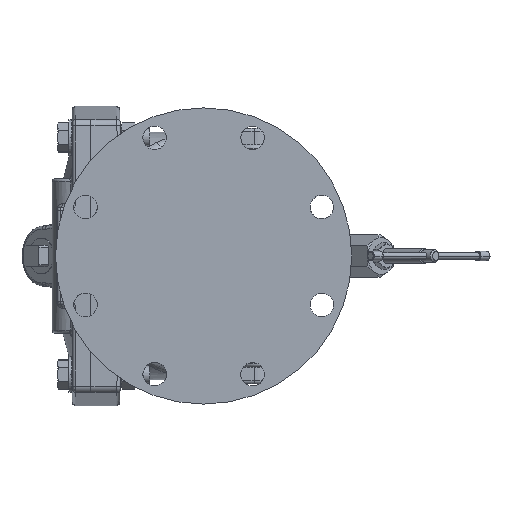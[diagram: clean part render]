
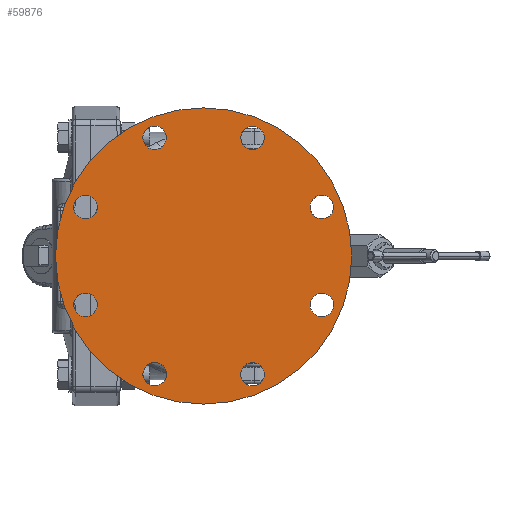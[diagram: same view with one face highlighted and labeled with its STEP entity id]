
A CAD part, left-side view. The second image highlights one B-rep face of the part: STEP entity #59876.
In plain terms, the highlighted planar face has unit normal (-1, 0, 0).
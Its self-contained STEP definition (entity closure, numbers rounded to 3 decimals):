
#25506=CARTESIAN_POINT('',(-7.,0.,0.));
#25507=DIRECTION('',(1.,0.,0.));
#25508=DIRECTION('',(0.,-1.,0.));
#25509=AXIS2_PLACEMENT_3D('',#25506,#25507,#25508);
#25524=CARTESIAN_POINT('',(-7.,1.818,4.388));
#25525=DIRECTION('',(1.,0.,0.));
#25526=DIRECTION('',(0.,0.,-1.));
#25527=AXIS2_PLACEMENT_3D('',#25524,#25525,#25526);
#25529=CARTESIAN_POINT('',(-7.,1.818,4.388));
#25530=DIRECTION('',(1.,0.,0.));
#25531=DIRECTION('',(0.,0.,1.));
#25532=AXIS2_PLACEMENT_3D('',#25529,#25530,#25531);
#25534=CARTESIAN_POINT('',(-7.,4.388,1.818));
#25535=DIRECTION('',(1.,0.,0.));
#25536=DIRECTION('',(0.,-0.707,-0.707));
#25537=AXIS2_PLACEMENT_3D('',#25534,#25535,#25536);
#25539=CARTESIAN_POINT('',(-7.,4.388,1.818));
#25540=DIRECTION('',(1.,0.,0.));
#25541=DIRECTION('',(0.,0.707,0.707));
#25542=AXIS2_PLACEMENT_3D('',#25539,#25540,#25541);
#25544=CARTESIAN_POINT('',(-7.,4.388,-1.818));
#25545=DIRECTION('',(1.,0.,0.));
#25546=DIRECTION('',(0.,-1.,0.));
#25547=AXIS2_PLACEMENT_3D('',#25544,#25545,#25546);
#25549=CARTESIAN_POINT('',(-7.,4.388,-1.818));
#25550=DIRECTION('',(1.,0.,0.));
#25551=DIRECTION('',(0.,1.,0.));
#25552=AXIS2_PLACEMENT_3D('',#25549,#25550,#25551);
#25554=CARTESIAN_POINT('',(-7.,1.818,-4.388));
#25555=DIRECTION('',(1.,0.,0.));
#25556=DIRECTION('',(0.,-0.707,0.707));
#25557=AXIS2_PLACEMENT_3D('',#25554,#25555,#25556);
#25559=CARTESIAN_POINT('',(-7.,1.818,-4.388));
#25560=DIRECTION('',(1.,0.,0.));
#25561=DIRECTION('',(0.,0.707,-0.707));
#25562=AXIS2_PLACEMENT_3D('',#25559,#25560,#25561);
#25564=CARTESIAN_POINT('',(-7.,-1.818,-4.388));
#25565=DIRECTION('',(1.,0.,0.));
#25566=DIRECTION('',(0.,0.,1.));
#25567=AXIS2_PLACEMENT_3D('',#25564,#25565,#25566);
#25569=CARTESIAN_POINT('',(-7.,-1.818,-4.388));
#25570=DIRECTION('',(1.,0.,0.));
#25571=DIRECTION('',(0.,0.,-1.));
#25572=AXIS2_PLACEMENT_3D('',#25569,#25570,#25571);
#25574=CARTESIAN_POINT('',(-7.,-4.388,-1.818));
#25575=DIRECTION('',(1.,0.,0.));
#25576=DIRECTION('',(0.,0.707,0.707));
#25577=AXIS2_PLACEMENT_3D('',#25574,#25575,#25576);
#25579=CARTESIAN_POINT('',(-7.,-4.388,-1.818));
#25580=DIRECTION('',(1.,0.,0.));
#25581=DIRECTION('',(0.,-0.707,-0.707));
#25582=AXIS2_PLACEMENT_3D('',#25579,#25580,#25581);
#25584=CARTESIAN_POINT('',(-7.,-4.388,1.818));
#25585=DIRECTION('',(1.,0.,0.));
#25586=DIRECTION('',(0.,1.,0.));
#25587=AXIS2_PLACEMENT_3D('',#25584,#25585,#25586);
#25589=CARTESIAN_POINT('',(-7.,-4.388,1.818));
#25590=DIRECTION('',(1.,0.,0.));
#25591=DIRECTION('',(0.,-1.,0.));
#25592=AXIS2_PLACEMENT_3D('',#25589,#25590,#25591);
#25594=CARTESIAN_POINT('',(-7.,-1.818,4.388));
#25595=DIRECTION('',(1.,0.,0.));
#25596=DIRECTION('',(0.,0.707,-0.707));
#25597=AXIS2_PLACEMENT_3D('',#25594,#25595,#25596);
#25599=CARTESIAN_POINT('',(-7.,-1.818,4.388));
#25600=DIRECTION('',(1.,0.,0.));
#25601=DIRECTION('',(0.,-0.707,0.707));
#25602=AXIS2_PLACEMENT_3D('',#25599,#25600,#25601);
#25604=CARTESIAN_POINT('',(-7.,0.,0.));
#25605=DIRECTION('',(1.,0.,0.));
#25606=DIRECTION('',(0.,1.,0.));
#25607=AXIS2_PLACEMENT_3D('',#25604,#25605,#25606);
#27345=CARTESIAN_POINT('',(-7.,5.5,0.));
#27346=CARTESIAN_POINT('',(-7.,-5.5,0.));
#27347=VERTEX_POINT('',#27345);
#27348=VERTEX_POINT('',#27346);
#28683=CARTESIAN_POINT('',(-7.,1.818,3.951));
#28685=VERTEX_POINT('',#28683);
#28687=CARTESIAN_POINT('',(-7.,1.818,4.826));
#28689=VERTEX_POINT('',#28687);
#28691=CARTESIAN_POINT('',(-7.,4.079,1.508));
#28693=VERTEX_POINT('',#28691);
#28695=CARTESIAN_POINT('',(-7.,4.698,2.127));
#28697=VERTEX_POINT('',#28695);
#28699=CARTESIAN_POINT('',(-7.,3.951,-1.818));
#28701=VERTEX_POINT('',#28699);
#28703=CARTESIAN_POINT('',(-7.,4.826,-1.818));
#28705=VERTEX_POINT('',#28703);
#28707=CARTESIAN_POINT('',(-7.,1.508,-4.079));
#28709=VERTEX_POINT('',#28707);
#28711=CARTESIAN_POINT('',(-7.,2.127,-4.698));
#28713=VERTEX_POINT('',#28711);
#28715=CARTESIAN_POINT('',(-7.,-1.818,-3.951));
#28717=VERTEX_POINT('',#28715);
#28719=CARTESIAN_POINT('',(-7.,-1.818,-4.826));
#28721=VERTEX_POINT('',#28719);
#28723=CARTESIAN_POINT('',(-7.,-4.079,-1.508));
#28725=VERTEX_POINT('',#28723);
#28727=CARTESIAN_POINT('',(-7.,-4.698,-2.127));
#28729=VERTEX_POINT('',#28727);
#28731=CARTESIAN_POINT('',(-7.,-3.951,1.818));
#28733=VERTEX_POINT('',#28731);
#28735=CARTESIAN_POINT('',(-7.,-4.826,1.818));
#28737=VERTEX_POINT('',#28735);
#28739=CARTESIAN_POINT('',(-7.,-1.508,4.079));
#28741=VERTEX_POINT('',#28739);
#28743=CARTESIAN_POINT('',(-7.,-2.127,4.698));
#28745=VERTEX_POINT('',#28743);
#59818=CARTESIAN_POINT('',(-7.,-5.5,-6.375));
#59819=DIRECTION('',(1.,0.,0.));
#59820=DIRECTION('',(0.,1.,0.));
#59821=AXIS2_PLACEMENT_3D('',#59818,#59819,#59820);
#59822=PLANE('',#59821);
#59824=ORIENTED_EDGE('',*,*,#59823,.T.);
#59825=ORIENTED_EDGE('',*,*,#59801,.T.);
#59826=EDGE_LOOP('',(#59824,#59825));
#59827=FACE_OUTER_BOUND('',#59826,.F.);
#59829=ORIENTED_EDGE('',*,*,#59828,.F.);
#59831=ORIENTED_EDGE('',*,*,#59830,.F.);
#59832=EDGE_LOOP('',(#59829,#59831));
#59833=FACE_BOUND('',#59832,.F.);
#59835=ORIENTED_EDGE('',*,*,#59834,.F.);
#59837=ORIENTED_EDGE('',*,*,#59836,.F.);
#59838=EDGE_LOOP('',(#59835,#59837));
#59839=FACE_BOUND('',#59838,.F.);
#59841=ORIENTED_EDGE('',*,*,#59840,.F.);
#59843=ORIENTED_EDGE('',*,*,#59842,.F.);
#59844=EDGE_LOOP('',(#59841,#59843));
#59845=FACE_BOUND('',#59844,.F.);
#59847=ORIENTED_EDGE('',*,*,#59846,.F.);
#59849=ORIENTED_EDGE('',*,*,#59848,.F.);
#59850=EDGE_LOOP('',(#59847,#59849));
#59851=FACE_BOUND('',#59850,.F.);
#59853=ORIENTED_EDGE('',*,*,#59852,.F.);
#59855=ORIENTED_EDGE('',*,*,#59854,.F.);
#59856=EDGE_LOOP('',(#59853,#59855));
#59857=FACE_BOUND('',#59856,.F.);
#59859=ORIENTED_EDGE('',*,*,#59858,.F.);
#59861=ORIENTED_EDGE('',*,*,#59860,.F.);
#59862=EDGE_LOOP('',(#59859,#59861));
#59863=FACE_BOUND('',#59862,.F.);
#59865=ORIENTED_EDGE('',*,*,#59864,.F.);
#59867=ORIENTED_EDGE('',*,*,#59866,.F.);
#59868=EDGE_LOOP('',(#59865,#59867));
#59869=FACE_BOUND('',#59868,.F.);
#59871=ORIENTED_EDGE('',*,*,#59870,.F.);
#59873=ORIENTED_EDGE('',*,*,#59872,.F.);
#59874=EDGE_LOOP('',(#59871,#59873));
#59875=FACE_BOUND('',#59874,.F.);
#25510=CIRCLE('',#25509,5.5);
#25528=CIRCLE('',#25527,0.438);
#25533=CIRCLE('',#25532,0.438);
#25538=CIRCLE('',#25537,0.438);
#25543=CIRCLE('',#25542,0.438);
#25548=CIRCLE('',#25547,0.438);
#25553=CIRCLE('',#25552,0.438);
#25558=CIRCLE('',#25557,0.438);
#25563=CIRCLE('',#25562,0.438);
#25568=CIRCLE('',#25567,0.438);
#25573=CIRCLE('',#25572,0.438);
#25578=CIRCLE('',#25577,0.438);
#25583=CIRCLE('',#25582,0.438);
#25588=CIRCLE('',#25587,0.438);
#25593=CIRCLE('',#25592,0.438);
#25598=CIRCLE('',#25597,0.438);
#25603=CIRCLE('',#25602,0.438);
#25608=CIRCLE('',#25607,5.5);
#59801=EDGE_CURVE('',#27348,#27347,#25510,.T.);
#59823=EDGE_CURVE('',#27347,#27348,#25608,.T.);
#59828=EDGE_CURVE('',#28685,#28689,#25528,.T.);
#59830=EDGE_CURVE('',#28689,#28685,#25533,.T.);
#59834=EDGE_CURVE('',#28693,#28697,#25538,.T.);
#59836=EDGE_CURVE('',#28697,#28693,#25543,.T.);
#59840=EDGE_CURVE('',#28701,#28705,#25548,.T.);
#59842=EDGE_CURVE('',#28705,#28701,#25553,.T.);
#59846=EDGE_CURVE('',#28709,#28713,#25558,.T.);
#59848=EDGE_CURVE('',#28713,#28709,#25563,.T.);
#59852=EDGE_CURVE('',#28717,#28721,#25568,.T.);
#59854=EDGE_CURVE('',#28721,#28717,#25573,.T.);
#59858=EDGE_CURVE('',#28725,#28729,#25578,.T.);
#59860=EDGE_CURVE('',#28729,#28725,#25583,.T.);
#59864=EDGE_CURVE('',#28733,#28737,#25588,.T.);
#59866=EDGE_CURVE('',#28737,#28733,#25593,.T.);
#59870=EDGE_CURVE('',#28741,#28745,#25598,.T.);
#59872=EDGE_CURVE('',#28745,#28741,#25603,.T.);
#59876=ADVANCED_FACE('',(#59827,#59833,#59839,#59845,#59851,#59857,#59863,
#59869,#59875),#59822,.F.);
